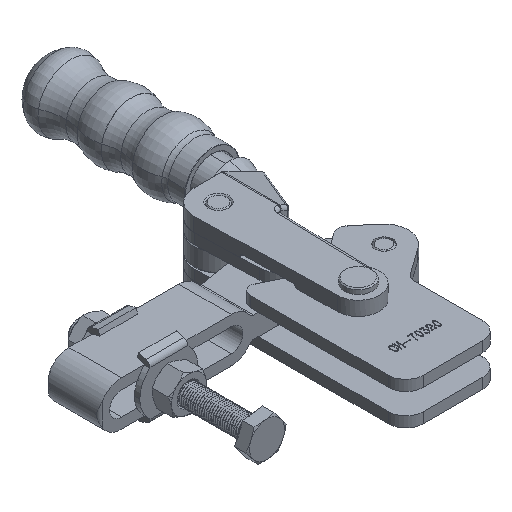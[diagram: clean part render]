
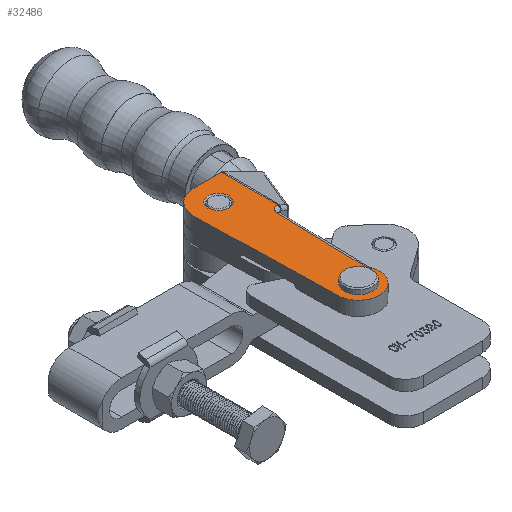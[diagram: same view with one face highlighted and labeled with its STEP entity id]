
A CAD part, isometric view. The second image highlights one B-rep face of the part: STEP entity #32486.
In plain terms, the highlighted planar face has unit normal (0, 0, 1).
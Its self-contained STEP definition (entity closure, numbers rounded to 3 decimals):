
#462 = CARTESIAN_POINT ( 'NONE',  ( 0., 53.312, 20. ) ) ;
#1198 = VECTOR ( 'NONE', #4527, 1000. ) ;
#2431 = ORIENTED_EDGE ( 'NONE', *, *, #35308, .T. ) ;
#2742 = CARTESIAN_POINT ( 'NONE',  ( 1273.08, 69.312, 20. ) ) ;
#3115 = VERTEX_POINT ( 'NONE', #13746 ) ;
#3313 = ORIENTED_EDGE ( 'NONE', *, *, #23609, .T. ) ;
#3404 = LINE ( 'NONE', #462, #39460 ) ;
#4336 = VERTEX_POINT ( 'NONE', #14109 ) ;
#4527 = DIRECTION ( 'NONE',  ( 0.025, 1., 0. ) ) ;
#5422 = VERTEX_POINT ( 'NONE', #34852 ) ;
#5433 = DIRECTION ( 'NONE',  ( 0., 0., -1. ) ) ;
#5813 = ORIENTED_EDGE ( 'NONE', *, *, #26394, .T. ) ;
#5881 = EDGE_CURVE ( 'NONE', #29015, #8595, #18764, .T. ) ;
#6994 = CARTESIAN_POINT ( 'NONE',  ( 1273.044, 51.312, 20. ) ) ;
#7078 = DIRECTION ( 'NONE',  ( 0., 0., -1. ) ) ;
#7197 = AXIS2_PLACEMENT_3D ( 'NONE', #35362, #38772, #18489 ) ;
#7323 = FACE_BOUND ( 'NONE', #11130, .T. ) ;
#8595 = VERTEX_POINT ( 'NONE', #12381 ) ;
#9452 = EDGE_CURVE ( 'NONE', #11874, #41756, #38616, .T. ) ;
#9767 = VECTOR ( 'NONE', #16371, 1000. ) ;
#10432 = DIRECTION ( 'NONE',  ( 1., 0., 0. ) ) ;
#11130 = EDGE_LOOP ( 'NONE', ( #22573, #26801 ) ) ;
#11296 = LINE ( 'NONE', #18027, #1198 ) ;
#11874 = VERTEX_POINT ( 'NONE', #32166 ) ;
#12355 = AXIS2_PLACEMENT_3D ( 'NONE', #6994, #30655, #10432 ) ;
#12381 = CARTESIAN_POINT ( 'NONE',  ( 1273.08, 69.312, 20. ) ) ;
#12712 = EDGE_LOOP ( 'NONE', ( #24968, #14343 ) ) ;
#13746 = CARTESIAN_POINT ( 'NONE',  ( 1268.319, 62.312, 20. ) ) ;
#14109 = CARTESIAN_POINT ( 'NONE',  ( 1271.045, 51.362, 20. ) ) ;
#14343 = ORIENTED_EDGE ( 'NONE', *, *, #27171, .T. ) ;
#15106 = DIRECTION ( 'NONE',  ( 0., 0., 1. ) ) ;
#15183 = AXIS2_PLACEMENT_3D ( 'NONE', #35371, #15106, #38779 ) ;
#15690 = CARTESIAN_POINT ( 'NONE',  ( 1270.398, 25.506, 20. ) ) ;
#16371 = DIRECTION ( 'NONE',  ( 0., 1., 0. ) ) ;
#16511 = CARTESIAN_POINT ( 'NONE',  ( 1265.319, 69.312, 20. ) ) ;
#17090 = CARTESIAN_POINT ( 'NONE',  ( 1273.08, 53.312, 20. ) ) ;
#17484 = CARTESIAN_POINT ( 'NONE',  ( 1265.319, 22.312, 20. ) ) ;
#18027 = CARTESIAN_POINT ( 'NONE',  ( 1271.045, 51.362, 20. ) ) ;
#18489 = DIRECTION ( 'NONE',  ( 1., 0., 0. ) ) ;
#18764 = LINE ( 'NONE', #2742, #9767 ) ;
#18980 = VERTEX_POINT ( 'NONE', #16511 ) ;
#19134 = CARTESIAN_POINT ( 'NONE',  ( 1265.319, 62.312, 20. ) ) ;
#19286 = CARTESIAN_POINT ( 'NONE',  ( 1265.319, 62.312, 20. ) ) ;
#19629 = CARTESIAN_POINT ( 'NONE',  ( 1259.089, 31.477, 20. ) ) ;
#19939 = CARTESIAN_POINT ( 'NONE',  ( 1262.319, 22.312, 20. ) ) ;
#20557 = AXIS2_PLACEMENT_3D ( 'NONE', #25704, #5433, #29108 ) ;
#20873 = DIRECTION ( 'NONE',  ( 1., 0., 0. ) ) ;
#21087 = DIRECTION ( 'NONE',  ( -1., 0., 0. ) ) ;
#22311 = CARTESIAN_POINT ( 'NONE',  ( 1258.319, 62.312, 20. ) ) ;
#22467 = EDGE_CURVE ( 'NONE', #4336, #5422, #41476, .T. ) ;
#22542 = DIRECTION ( 'NONE',  ( 1., 0., 0. ) ) ;
#22573 = ORIENTED_EDGE ( 'NONE', *, *, #43126, .T. ) ;
#22647 = CIRCLE ( 'NONE', #34297, 3. ) ;
#22691 = DIRECTION ( 'NONE',  ( 1., 0., 0. ) ) ;
#23160 = EDGE_CURVE ( 'NONE', #38424, #4336, #11296, .T. ) ;
#23172 = EDGE_LOOP ( 'NONE', ( #41397, #25853, #31189, #2431, #30247, #3313, #5813, #27815 ) ) ;
#23283 = VERTEX_POINT ( 'NONE', #22311 ) ;
#23609 = EDGE_CURVE ( 'NONE', #8595, #18980, #41393, .T. ) ;
#24152 = CARTESIAN_POINT ( 'NONE',  ( 1259.319, 22.312, 20. ) ) ;
#24968 = ORIENTED_EDGE ( 'NONE', *, *, #9452, .T. ) ;
#25704 = CARTESIAN_POINT ( 'NONE',  ( 1265.319, 62.312, 20. ) ) ;
#25853 = ORIENTED_EDGE ( 'NONE', *, *, #23160, .T. ) ;
#26394 = EDGE_CURVE ( 'NONE', #18980, #23283, #33810, .T. ) ;
#26721 = CIRCLE ( 'NONE', #37594, 3. ) ;
#26801 = ORIENTED_EDGE ( 'NONE', *, *, #35126, .T. ) ;
#27171 = EDGE_CURVE ( 'NONE', #41756, #11874, #22647, .T. ) ;
#27311 = CARTESIAN_POINT ( 'NONE',  ( 1265.319, 22.312, 20. ) ) ;
#27815 = ORIENTED_EDGE ( 'NONE', *, *, #34532, .F. ) ;
#29015 = VERTEX_POINT ( 'NONE', #17090 ) ;
#29108 = DIRECTION ( 'NONE',  ( 1., 0., 0. ) ) ;
#29328 = AXIS2_PLACEMENT_3D ( 'NONE', #17484, #41131, #20873 ) ;
#30247 = ORIENTED_EDGE ( 'NONE', *, *, #5881, .T. ) ;
#30655 = DIRECTION ( 'NONE',  ( 0., 0., -1. ) ) ;
#30733 = DIRECTION ( 'NONE',  ( 1., 0., 0. ) ) ;
#31189 = ORIENTED_EDGE ( 'NONE', *, *, #22467, .T. ) ;
#31950 = PLANE ( 'NONE',  #7197 ) ;
#32166 = CARTESIAN_POINT ( 'NONE',  ( 1268.319, 22.312, 20. ) ) ;
#32413 = VECTOR ( 'NONE', #21087, 1000. ) ;
#32486 = ADVANCED_FACE ( 'NONE', ( #42278, #33262, #7323 ), #31950, .T. ) ;
#33262 = FACE_BOUND ( 'NONE', #12712, .T. ) ;
#33810 = CIRCLE ( 'NONE', #34779, 7. ) ;
#33927 = EDGE_CURVE ( 'NONE', #36329, #38424, #35850, .T. ) ;
#34278 = CIRCLE ( 'NONE', #20557, 3. ) ;
#34297 = AXIS2_PLACEMENT_3D ( 'NONE', #27311, #7078, #30733 ) ;
#34532 = EDGE_CURVE ( 'NONE', #36329, #23283, #34719, .T. ) ;
#34651 = VERTEX_POINT ( 'NONE', #40629 ) ;
#34719 = LINE ( 'NONE', #19629, #42658 ) ;
#34779 = AXIS2_PLACEMENT_3D ( 'NONE', #19134, #42793, #22542 ) ;
#34852 = CARTESIAN_POINT ( 'NONE',  ( 1273.044, 53.312, 20. ) ) ;
#35126 = EDGE_CURVE ( 'NONE', #34651, #3115, #26721, .T. ) ;
#35308 = EDGE_CURVE ( 'NONE', #5422, #29015, #3404, .T. ) ;
#35362 = CARTESIAN_POINT ( 'NONE',  ( 0., 0., 20. ) ) ;
#35371 = CARTESIAN_POINT ( 'NONE',  ( 1265.319, 22.312, 20. ) ) ;
#35850 = CIRCLE ( 'NONE', #15183, 6. ) ;
#36329 = VERTEX_POINT ( 'NONE', #24152 ) ;
#36494 = DIRECTION ( 'NONE',  ( -0.025, 1., 0. ) ) ;
#37594 = AXIS2_PLACEMENT_3D ( 'NONE', #19286, #42944, #22691 ) ;
#37754 = DIRECTION ( 'NONE',  ( 1., 0., 0. ) ) ;
#37957 = CARTESIAN_POINT ( 'NONE',  ( 0., 69.312, 20. ) ) ;
#38424 = VERTEX_POINT ( 'NONE', #15690 ) ;
#38616 = CIRCLE ( 'NONE', #29328, 3. ) ;
#38772 = DIRECTION ( 'NONE',  ( 0., 0., 1. ) ) ;
#38779 = DIRECTION ( 'NONE',  ( 1., 0., 0. ) ) ;
#39460 = VECTOR ( 'NONE', #37754, 1000. ) ;
#40629 = CARTESIAN_POINT ( 'NONE',  ( 1262.319, 62.312, 20. ) ) ;
#41131 = DIRECTION ( 'NONE',  ( 0., 0., -1. ) ) ;
#41393 = LINE ( 'NONE', #37957, #32413 ) ;
#41397 = ORIENTED_EDGE ( 'NONE', *, *, #33927, .T. ) ;
#41476 = CIRCLE ( 'NONE', #12355, 2. ) ;
#41756 = VERTEX_POINT ( 'NONE', #19939 ) ;
#42278 = FACE_OUTER_BOUND ( 'NONE', #23172, .T. ) ;
#42658 = VECTOR ( 'NONE', #36494, 1000. ) ;
#42793 = DIRECTION ( 'NONE',  ( 0., 0., 1. ) ) ;
#42944 = DIRECTION ( 'NONE',  ( 0., 0., -1. ) ) ;
#43126 = EDGE_CURVE ( 'NONE', #3115, #34651, #34278, .T. ) ;
